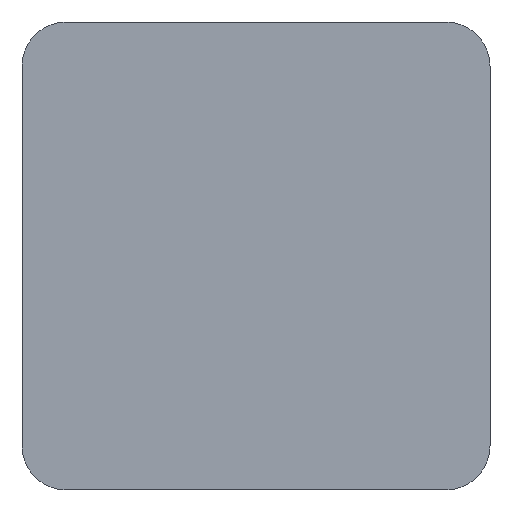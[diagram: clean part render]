
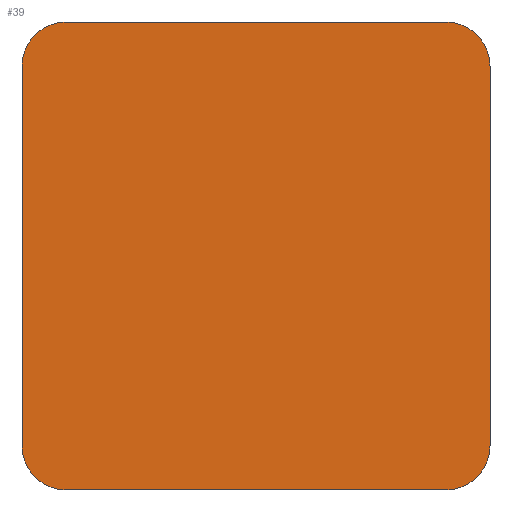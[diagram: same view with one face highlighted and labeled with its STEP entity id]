
A CAD part, top view. The second image highlights one B-rep face of the part: STEP entity #39.
In plain terms, the highlighted planar face has unit normal (0, 0, 1).
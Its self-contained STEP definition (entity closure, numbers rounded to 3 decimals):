
#39=ADVANCED_FACE('',(#55),#49,.T.);
#49=PLANE('',#295);
#55=FACE_OUTER_BOUND('',#65,.T.);
#65=EDGE_LOOP('',(#75,#76,#77,#78,#79,#80,#81,#82));
#75=ORIENTED_EDGE('',*,*,#139,.T.);
#76=ORIENTED_EDGE('',*,*,#140,.F.);
#77=ORIENTED_EDGE('',*,*,#141,.T.);
#78=ORIENTED_EDGE('',*,*,#142,.F.);
#79=ORIENTED_EDGE('',*,*,#143,.T.);
#80=ORIENTED_EDGE('',*,*,#144,.F.);
#81=ORIENTED_EDGE('',*,*,#145,.T.);
#82=ORIENTED_EDGE('',*,*,#146,.F.);
#123=VERTEX_POINT('',#396);
#124=VERTEX_POINT('',#397);
#125=VERTEX_POINT('',#399);
#126=VERTEX_POINT('',#401);
#127=VERTEX_POINT('',#403);
#128=VERTEX_POINT('',#405);
#129=VERTEX_POINT('',#407);
#130=VERTEX_POINT('',#409);
#139=EDGE_CURVE('',#123,#124,#211,.T.);
#140=EDGE_CURVE('',#125,#124,#169,.T.);
#141=EDGE_CURVE('',#125,#126,#212,.T.);
#142=EDGE_CURVE('',#127,#126,#170,.T.);
#143=EDGE_CURVE('',#127,#128,#213,.T.);
#144=EDGE_CURVE('',#129,#128,#171,.T.);
#145=EDGE_CURVE('',#129,#130,#214,.T.);
#146=EDGE_CURVE('',#123,#130,#172,.T.);
#169=CIRCLE('',#291,1.2);
#170=CIRCLE('',#292,1.2);
#171=CIRCLE('',#293,1.2);
#172=CIRCLE('',#294,1.2);
#211=LINE('',#395,#231);
#212=LINE('',#400,#232);
#213=LINE('',#404,#233);
#214=LINE('',#408,#234);
#231=VECTOR('',#329,1.);
#232=VECTOR('',#332,1.);
#233=VECTOR('',#335,1.);
#234=VECTOR('',#338,1.);
#291=AXIS2_PLACEMENT_3D('',#398,#330,#331);
#292=AXIS2_PLACEMENT_3D('',#402,#333,#334);
#293=AXIS2_PLACEMENT_3D('',#406,#336,#337);
#294=AXIS2_PLACEMENT_3D('',#410,#339,#340);
#295=AXIS2_PLACEMENT_3D('',#411,#341,#342);
#329=DIRECTION('',(-1.,0.,0.));
#330=DIRECTION('',(0.,0.,-1.));
#331=DIRECTION('',(-1.,0.,0.));
#332=DIRECTION('',(0.,-1.,0.));
#333=DIRECTION('',(0.,0.,-1.));
#334=DIRECTION('',(0.,-1.,0.));
#335=DIRECTION('',(1.,0.,0.));
#336=DIRECTION('',(0.,0.,-1.));
#337=DIRECTION('',(1.,0.,0.));
#338=DIRECTION('',(0.,1.,0.));
#339=DIRECTION('',(0.,0.,-1.));
#340=DIRECTION('',(0.,1.,0.));
#341=DIRECTION('',(0.,0.,1.));
#342=DIRECTION('',(0.,1.,0.));
#395=CARTESIAN_POINT('',(5.15,6.35,0.));
#396=CARTESIAN_POINT('',(5.15,6.35,0.));
#397=CARTESIAN_POINT('',(-5.15,6.35,0.));
#398=CARTESIAN_POINT('',(-5.15,5.15,0.));
#399=CARTESIAN_POINT('',(-6.35,5.15,0.));
#400=CARTESIAN_POINT('',(-6.35,5.15,0.));
#401=CARTESIAN_POINT('',(-6.35,-5.15,0.));
#402=CARTESIAN_POINT('',(-5.15,-5.15,0.));
#403=CARTESIAN_POINT('',(-5.15,-6.35,0.));
#404=CARTESIAN_POINT('',(-5.15,-6.35,0.));
#405=CARTESIAN_POINT('',(5.15,-6.35,0.));
#406=CARTESIAN_POINT('',(5.15,-5.15,0.));
#407=CARTESIAN_POINT('',(6.35,-5.15,0.));
#408=CARTESIAN_POINT('',(6.35,-5.15,0.));
#409=CARTESIAN_POINT('',(6.35,5.15,0.));
#410=CARTESIAN_POINT('',(5.15,5.15,0.));
#411=CARTESIAN_POINT('',(0.,0.,0.));
